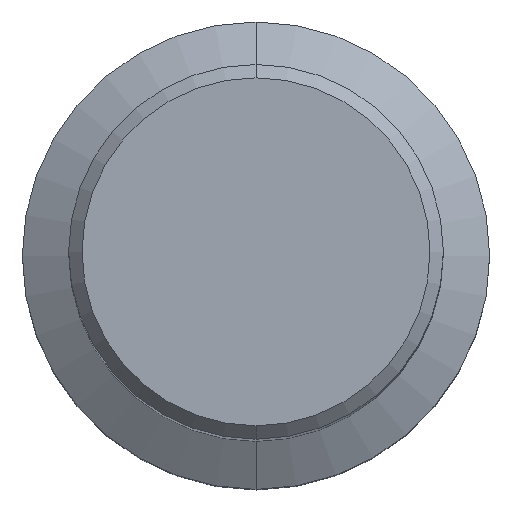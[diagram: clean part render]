
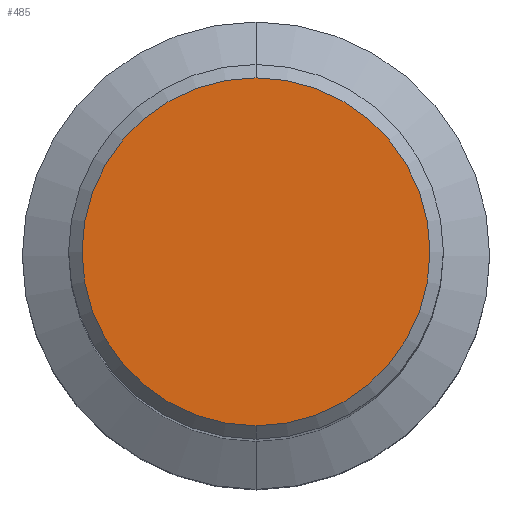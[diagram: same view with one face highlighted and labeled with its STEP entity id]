
A CAD part, top view. The second image highlights one B-rep face of the part: STEP entity #485.
In plain terms, the highlighted planar face has unit normal (0, 0, 1).
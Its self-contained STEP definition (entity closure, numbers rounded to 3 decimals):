
#219=VERTEX_POINT('',#607);
#345=EDGE_CURVE('',#359,#219,#744,.T.);
#351=EDGE_CURVE('',#219,#359,#750,.T.);
#359=VERTEX_POINT('',#759);
#485=ADVANCED_FACE('',(#902),#903,.T.);
#607=CARTESIAN_POINT('',(0.0,13.0,0.0));
#744=CIRCLE('',#1390,13.0);
#750=CIRCLE('',#1401,13.0);
#759=CARTESIAN_POINT('',(0.,-13.0,0.0));
#902=FACE_OUTER_BOUND('',#1734,.T.);
#903=PLANE('',#1735);
#1390=AXIS2_PLACEMENT_3D('',#2101,#2102,#2103);
#1401=AXIS2_PLACEMENT_3D('',#2106,#2107,#2108);
#1734=EDGE_LOOP('',(#2289,#2290));
#1735=AXIS2_PLACEMENT_3D('',#2291,#2292,#2293);
#2101=CARTESIAN_POINT('',(0.0,0.0,0.0));
#2102=DIRECTION('',(0.0,0.0,-1.0));
#2103=DIRECTION('',(0.0,1.0,0.0));
#2106=CARTESIAN_POINT('',(0.0,0.0,0.0));
#2107=DIRECTION('',(0.0,0.0,-1.0));
#2108=DIRECTION('',(0.0,1.0,0.0));
#2289=ORIENTED_EDGE('',*,*,#351,.F.);
#2290=ORIENTED_EDGE('',*,*,#345,.F.);
#2291=CARTESIAN_POINT('',(0.0,6.5,0.0));
#2292=DIRECTION('',(-0.0,0.0,1.0));
#2293=DIRECTION('',(0.0,-1.0,0.0));
